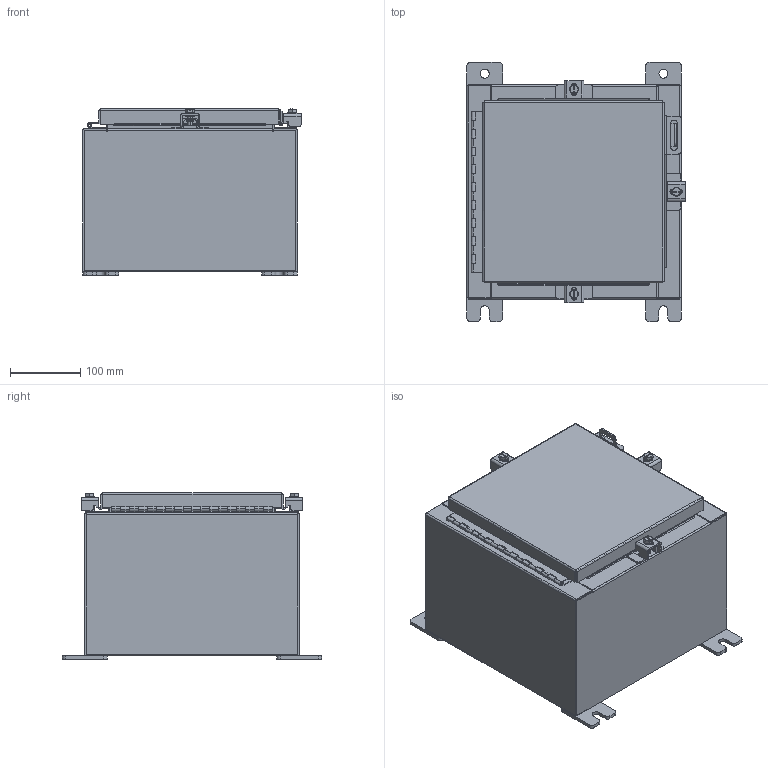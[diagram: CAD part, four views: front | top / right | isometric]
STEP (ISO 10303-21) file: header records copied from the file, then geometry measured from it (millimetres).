
FILE_DESCRIPTION (( 'STEP AP203' ), '1' );
FILE_NAME ('N12H1208SS6WP.STEP', '2014-10-03T15:38:46', ( 'changeme' ), ( 'Microsoft' ), 'SwSTEP 2.0', 'SolidWorks 2014', '' );
FILE_SCHEMA (( 'CONFIG_CONTROL_DESIGN' ));
Length unit declared in the file: inch
Products named in the file (19): Clamp Top_RTP31; N12H1208SS6WP Hinge Enclosure Side2; N12H1208SS6WP Mounting Studs; N12H1208SS6WP Clamp Assembly; N12H1208SS6WP Hinge Cover Side; Quarter-20 CD Stud; N12H1208SS6WP Standard Clamps; N12H1208SS6WP; N12H1208SS6WP Mounting Feet; N12H1208SS6WP Cover; N12H1208SS6WP Padlock Staple; N12H1208SS6WP Padlock Hasp; N12H1208SS6WP Clamp Bracket; N12H1208SS6WP Body; 22101002_RTP29; N12H1208SS6WP Bottom; 22104005_DEFAULT_RTP30; N12H1208SS6WP Top; N12H1208SS6WP Backpanel
Assembly tree (28 placements, depth 4):
  N12H1208SS6WP
    N12H1208SS6WP Backpanel
    N12H1208SS6WP Mounting Studs  x4
    Quarter-20 CD Stud  x2
    N12H1208SS6WP Mounting Feet  x4
    N12H1208SS6WP Padlock Staple
    N12H1208SS6WP Padlock Hasp
    N12H1208SS6WP Standard Clamps  x3
      N12H1208SS6WP Clamp Bracket
      N12H1208SS6WP Clamp Assembly
        22101002_RTP29  x2
        22104005_DEFAULT_RTP30
        Clamp Top_RTP31
    N12H1208SS6WP Cover
    N12H1208SS6WP Body
    N12H1208SS6WP Bottom
    N12H1208SS6WP Top
    N12H1208SS6WP Hinge Enclosure Side2
    N12H1208SS6WP Hinge Cover Side
Bounding box: 310.15 x 368.3 x 236.55 mm (x, y, z)
Volume: 1173081.4 mm3; surface area: 1181955.3 mm2
Topology: 34 solids, 34 shells, 1080 faces, 2638 edges, 1646 vertices
Faces by surface type: plane 578, cylinder 418, torus 46, cone 30, bspline 8
Entity records: 23341 total; most frequent: CARTESIAN_POINT 4085, DIRECTION 3674, ORIENTED_EDGE 3448, EDGE_CURVE 1724, AXIS2_PLACEMENT_3D 1269, LINE 1136, VECTOR 1136, VERTEX_POINT 1058
